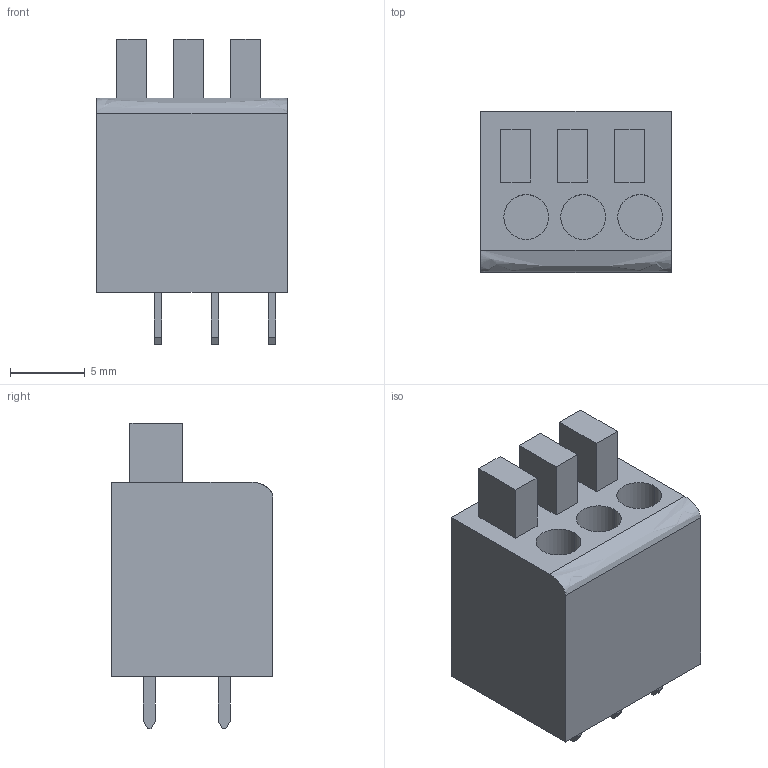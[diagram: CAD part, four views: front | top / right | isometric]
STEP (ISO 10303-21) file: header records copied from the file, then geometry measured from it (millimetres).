
FILE_DESCRIPTION (( 'STEP AP214' ), '1' );
FILE_NAME ('DG236-3.81-03P.STEP', '2021-12-01T10:35:02', ( '' ), ( '' ), 'SwSTEP 2.0', 'SolidWorks 2019', '' );
FILE_SCHEMA (( 'AUTOMOTIVE_DESIGN' ));
Length unit declared in the file: millimetre
Products named in the file (1): DG236-3.81-03P
Bounding box: 12.78 x 10.8 x 20.45 mm (x, y, z)
Volume: 1797.4 mm3; surface area: 1175.5 mm2
Topology: 1 solids, 1 shells, 73 faces, 177 edges, 118 vertices
Faces by surface type: plane 66, cylinder 6, bspline 1
Entity records: 2659 total; most frequent: CARTESIAN_POINT 441, ORIENTED_EDGE 354, DIRECTION 331, EDGE_CURVE 177, LINE 161, VECTOR 161, VERTEX_POINT 118, AXIS2_PLACEMENT_3D 85
